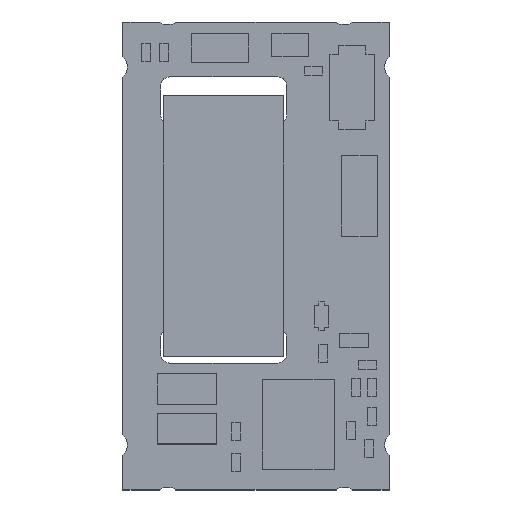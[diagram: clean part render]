
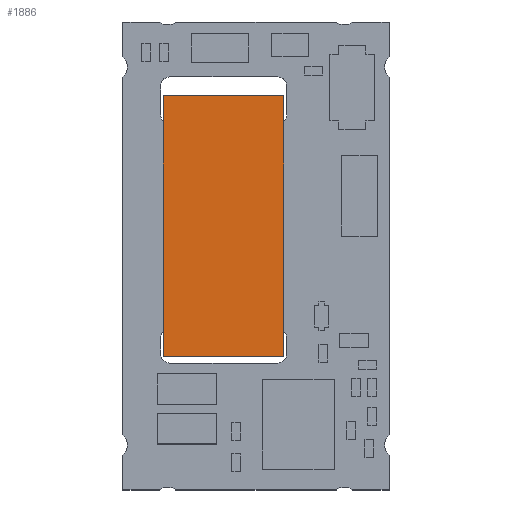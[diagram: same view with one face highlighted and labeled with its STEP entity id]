
A CAD part, top view. The second image highlights one B-rep face of the part: STEP entity #1886.
In plain terms, the highlighted planar face has unit normal (0, 0, 1).
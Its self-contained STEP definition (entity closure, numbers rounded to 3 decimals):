
#507 = LINE ( 'NONE', #2462, #11472 ) ;
#1028 = EDGE_CURVE ( 'NONE', #12579, #2419, #1363, .T. ) ;
#1363 = LINE ( 'NONE', #7513, #4244 ) ;
#1490 = CARTESIAN_POINT ( 'NONE',  ( 7.25, -3.35, 5.25 ) ) ;
#1662 = ORIENTED_EDGE ( 'NONE', *, *, #12312, .T. ) ;
#1886 = ADVANCED_FACE ( 'NONE', ( #3208 ), #9350, .F. ) ;
#1905 = EDGE_LOOP ( 'NONE', ( #3750, #5703, #4457, #1662 ) ) ;
#2184 = VERTEX_POINT ( 'NONE', #7779 ) ;
#2419 = VERTEX_POINT ( 'NONE', #4421 ) ;
#2462 = CARTESIAN_POINT ( 'NONE',  ( -7.25, -3.35, 5.25 ) ) ;
#3208 = FACE_OUTER_BOUND ( 'NONE', #1905, .T. ) ;
#3750 = ORIENTED_EDGE ( 'NONE', *, *, #1028, .T. ) ;
#4244 = VECTOR ( 'NONE', #6256, 1000. ) ;
#4421 = CARTESIAN_POINT ( 'NONE',  ( 7.25, 3.35, 5.25 ) ) ;
#4457 = ORIENTED_EDGE ( 'NONE', *, *, #8799, .T. ) ;
#5338 = LINE ( 'NONE', #12839, #14752 ) ;
#5454 = DIRECTION ( 'NONE',  ( -1., 0., 0. ) ) ;
#5703 = ORIENTED_EDGE ( 'NONE', *, *, #9585, .T. ) ;
#5911 = VERTEX_POINT ( 'NONE', #6001 ) ;
#6001 = CARTESIAN_POINT ( 'NONE',  ( -7.25, -3.35, 5.25 ) ) ;
#6256 = DIRECTION ( 'NONE',  ( 0., 1., 0. ) ) ;
#6590 = DIRECTION ( 'NONE',  ( -1., 0., 0. ) ) ;
#7304 = VECTOR ( 'NONE', #7501, 1000. ) ;
#7501 = DIRECTION ( 'NONE',  ( 0., -1., 0. ) ) ;
#7513 = CARTESIAN_POINT ( 'NONE',  ( 7.25, -3.35, 5.25 ) ) ;
#7779 = CARTESIAN_POINT ( 'NONE',  ( -7.25, 3.35, 5.25 ) ) ;
#8799 = EDGE_CURVE ( 'NONE', #2184, #5911, #10609, .T. ) ;
#9350 = PLANE ( 'NONE',  #11835 ) ;
#9585 = EDGE_CURVE ( 'NONE', #2419, #2184, #5338, .T. ) ;
#10609 = LINE ( 'NONE', #12410, #7304 ) ;
#11088 = DIRECTION ( 'NONE',  ( 1., 0., 0. ) ) ;
#11472 = VECTOR ( 'NONE', #11088, 1000. ) ;
#11510 = DIRECTION ( 'NONE',  ( 0., 0., -1. ) ) ;
#11835 = AXIS2_PLACEMENT_3D ( 'NONE', #12746, #11510, #6590 ) ;
#12312 = EDGE_CURVE ( 'NONE', #5911, #12579, #507, .T. ) ;
#12410 = CARTESIAN_POINT ( 'NONE',  ( -7.25, -3.35, 5.25 ) ) ;
#12579 = VERTEX_POINT ( 'NONE', #1490 ) ;
#12746 = CARTESIAN_POINT ( 'NONE',  ( 0., 0., 5.25 ) ) ;
#12839 = CARTESIAN_POINT ( 'NONE',  ( -7.25, 3.35, 5.25 ) ) ;
#14752 = VECTOR ( 'NONE', #5454, 1000. ) ;
